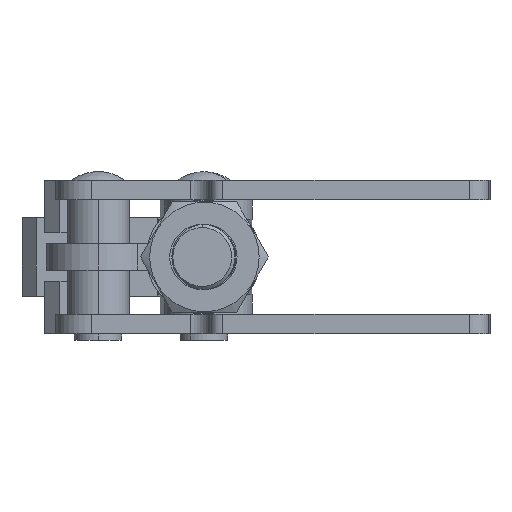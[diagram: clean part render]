
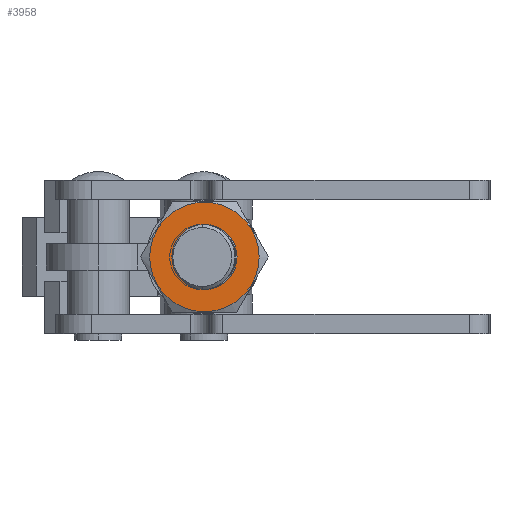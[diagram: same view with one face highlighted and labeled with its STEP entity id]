
A CAD part, left-side view. The second image highlights one B-rep face of the part: STEP entity #3958.
In plain terms, the highlighted planar face has unit normal (-1, 0, 0).
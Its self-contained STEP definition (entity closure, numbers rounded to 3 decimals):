
#110 = DIRECTION ( 'NONE',  ( -1., 0., 0. ) ) ;
#405 = CIRCLE ( 'NONE', #472, 8.4 ) ;
#472 = AXIS2_PLACEMENT_3D ( 'NONE', #5687, #110, #2392 ) ;
#620 = VERTEX_POINT ( 'NONE', #2881 ) ;
#645 = CIRCLE ( 'NONE', #7274, 5. ) ;
#944 = DIRECTION ( 'NONE',  ( -1., 0., 0. ) ) ;
#1241 = CARTESIAN_POINT ( 'NONE',  ( -75.996, 21.5, -20.17 ) ) ;
#1351 = FACE_OUTER_BOUND ( 'NONE', #7654, .T. ) ;
#1751 = VERTEX_POINT ( 'NONE', #4612 ) ;
#1783 = DIRECTION ( 'NONE',  ( 0., 0., -1. ) ) ;
#1956 = FACE_BOUND ( 'NONE', #6494, .T. ) ;
#2026 = CARTESIAN_POINT ( 'NONE',  ( -75.996, 21.5, -11.77 ) ) ;
#2095 = AXIS2_PLACEMENT_3D ( 'NONE', #5621, #6083, #5794 ) ;
#2100 = DIRECTION ( 'NONE',  ( -1., 0., 0. ) ) ;
#2392 = DIRECTION ( 'NONE',  ( 0., 0., -1. ) ) ;
#2506 = VERTEX_POINT ( 'NONE', #4058 ) ;
#2512 = ORIENTED_EDGE ( 'NONE', *, *, #7165, .T. ) ;
#2881 = CARTESIAN_POINT ( 'NONE',  ( -75.996, 21.5, -6.77 ) ) ;
#3112 = DIRECTION ( 'NONE',  ( 0., 0., -1. ) ) ;
#3156 = AXIS2_PLACEMENT_3D ( 'NONE', #5308, #944, #1783 ) ;
#3218 = PLANE ( 'NONE',  #2095 ) ;
#3564 = ORIENTED_EDGE ( 'NONE', *, *, #7567, .T. ) ;
#3726 = CIRCLE ( 'NONE', #3156, 8.4 ) ;
#3808 = DIRECTION ( 'NONE',  ( 0., 0., -1. ) ) ;
#3958 = ADVANCED_FACE ( 'NONE', ( #1956, #1351 ), #3218, .T. ) ;
#4045 = EDGE_CURVE ( 'NONE', #620, #2506, #5885, .T. ) ;
#4058 = CARTESIAN_POINT ( 'NONE',  ( -75.996, 21.5, -16.77 ) ) ;
#4191 = EDGE_CURVE ( 'NONE', #2506, #620, #645, .T. ) ;
#4291 = CARTESIAN_POINT ( 'NONE',  ( -75.996, 21.5, -11.77 ) ) ;
#4612 = CARTESIAN_POINT ( 'NONE',  ( -75.996, 21.5, -3.37 ) ) ;
#4628 = ORIENTED_EDGE ( 'NONE', *, *, #4045, .F. ) ;
#5308 = CARTESIAN_POINT ( 'NONE',  ( -75.996, 21.5, -11.77 ) ) ;
#5378 = ORIENTED_EDGE ( 'NONE', *, *, #4191, .F. ) ;
#5621 = CARTESIAN_POINT ( 'NONE',  ( -75.996, 21.5, 5.23 ) ) ;
#5680 = VERTEX_POINT ( 'NONE', #1241 ) ;
#5687 = CARTESIAN_POINT ( 'NONE',  ( -75.996, 21.5, -11.77 ) ) ;
#5794 = DIRECTION ( 'NONE',  ( 0., 0., -1. ) ) ;
#5885 = CIRCLE ( 'NONE', #7418, 5. ) ;
#6083 = DIRECTION ( 'NONE',  ( -1., 0., 0. ) ) ;
#6494 = EDGE_LOOP ( 'NONE', ( #4628, #5378 ) ) ;
#7121 = DIRECTION ( 'NONE',  ( -1., 0., 0. ) ) ;
#7165 = EDGE_CURVE ( 'NONE', #5680, #1751, #405, .T. ) ;
#7274 = AXIS2_PLACEMENT_3D ( 'NONE', #2026, #7121, #3112 ) ;
#7418 = AXIS2_PLACEMENT_3D ( 'NONE', #4291, #2100, #3808 ) ;
#7567 = EDGE_CURVE ( 'NONE', #1751, #5680, #3726, .T. ) ;
#7654 = EDGE_LOOP ( 'NONE', ( #2512, #3564 ) ) ;
